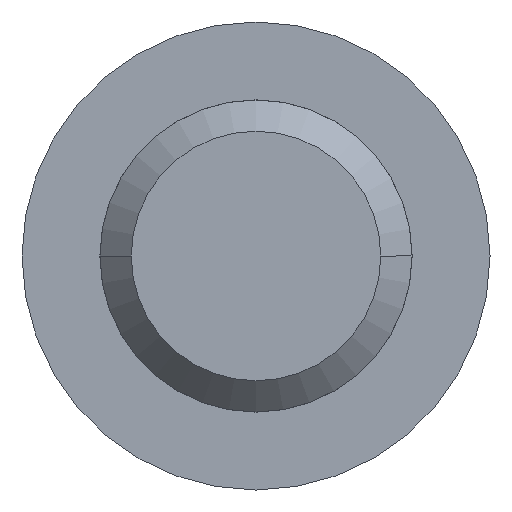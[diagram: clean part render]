
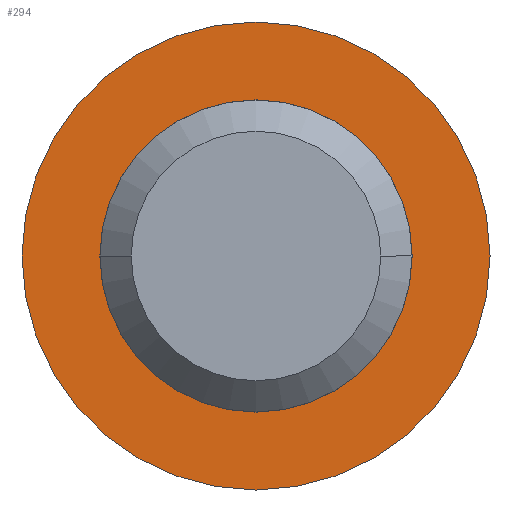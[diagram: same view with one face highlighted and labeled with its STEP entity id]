
A CAD part, front view. The second image highlights one B-rep face of the part: STEP entity #294.
In plain terms, the highlighted planar face has unit normal (0, -1, 0).
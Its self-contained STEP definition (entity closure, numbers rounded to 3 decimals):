
#230=CARTESIAN_POINT('POINT15',(0.375,-0.5,
   0.));
#231=VERTEX_POINT('VERTEX15',#230);
#238=CARTESIAN_POINT('POINT16',(-0.375,-0.5,
   0.));
#239=VERTEX_POINT('VERTEX16',#238);
#240=CARTESIAN_POINT('POS29',(0.,-0.5,0.))
   ;
#241=DIRECTION('DIR38',(0.,-1.,0.));
#242=DIRECTION('DIR39',(-1.,0.,0.));
#243=AXIS2_PLACEMENT_3D('AXIS10',#240,#241,#242);
#244=CIRCLE('ELLIPSE2',#243,0.375);
#245=EDGE_CURVE('EDGE22',#239,#231,#244,.T.);
#265=EDGE_CURVE('EDGE24',#231,#239,#244,.T.);
#270=CARTESIAN_POINT('POINT17',(-0.25,-0.5,0.));
#271=VERTEX_POINT('VERTEX17',#270);
#272=CARTESIAN_POINT('POINT18',(0.25,-0.5,
   0.));
#273=VERTEX_POINT('VERTEX18',#272);
#274=CARTESIAN_POINT('POS32',(0.,-0.5,0.))
   ;
#275=DIRECTION('DIR43',(0.,1.,0.));
#276=DIRECTION('DIR44',(-1.,0.,0.));
#277=AXIS2_PLACEMENT_3D('AXIS12',#274,#275,#276);
#278=CIRCLE('ELLIPSE3',#277,0.25);
#279=EDGE_CURVE('EDGE25',#271,#273,#278,.T.);
#280=ORIENTED_EDGE('COEDGE47',*,*,#279,.T.);
#281=EDGE_CURVE('EDGE26',#273,#271,#278,.T.);
#282=ORIENTED_EDGE('COEDGE48',*,*,#281,.T.);
#283=EDGE_LOOP('NONE',(#280,#282));
#284=FACE_BOUND('LOOP1',#283,.T.);
#285=ORIENTED_EDGE('COEDGE49',*,*,#265,.T.);
#286=ORIENTED_EDGE('COEDGE50',*,*,#245,.T.);
#287=EDGE_LOOP('NONE',(#285,#286));
#288=FACE_BOUND('LOOP1',#287,.T.);
#289=CARTESIAN_POINT('POS33',(0.,-0.5,0.));
#290=DIRECTION('DIR45',(0.,1.,0.));
#291=DIRECTION('DIR46',(1.,0.,0.));
#292=AXIS2_PLACEMENT_3D('AXIS13',#289,#290,#291);
#293=PLANE('PLANE9',#292);
#294=ADVANCED_FACE('FACE11',(#284,#288),#293,.F.);
